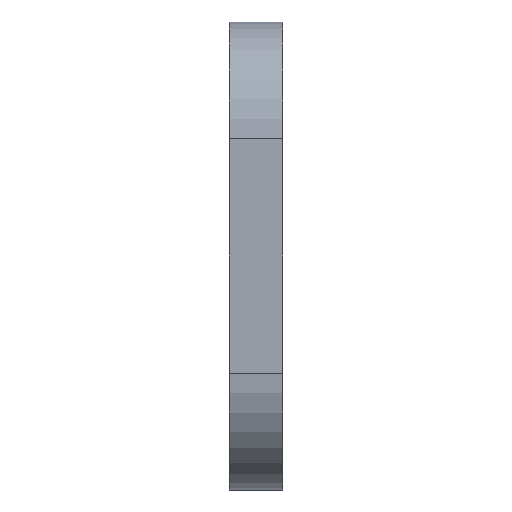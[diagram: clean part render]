
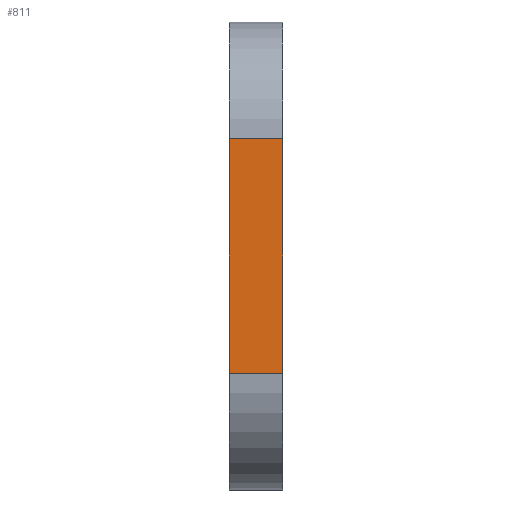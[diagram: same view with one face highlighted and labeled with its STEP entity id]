
A CAD part, front view. The second image highlights one B-rep face of the part: STEP entity #811.
In plain terms, the highlighted planar face has unit normal (0, -1, 0).
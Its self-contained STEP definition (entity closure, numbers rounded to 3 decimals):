
#49=PLANE('',#893);
#88=FACE_OUTER_BOUND('',#128,.T.);
#128=EDGE_LOOP('',(#676,#677,#678,#679));
#224=LINE('',#1344,#308);
#225=LINE('',#1347,#309);
#226=LINE('',#1349,#310);
#227=LINE('',#1350,#311);
#308=VECTOR('',#1109,10.);
#309=VECTOR('',#1112,10.);
#310=VECTOR('',#1113,10.);
#311=VECTOR('',#1114,10.);
#414=VERTEX_POINT('',#1340);
#415=VERTEX_POINT('',#1342);
#416=VERTEX_POINT('',#1346);
#417=VERTEX_POINT('',#1348);
#526=EDGE_CURVE('',#414,#415,#224,.T.);
#527=EDGE_CURVE('',#414,#416,#225,.T.);
#528=EDGE_CURVE('',#417,#415,#226,.T.);
#529=EDGE_CURVE('',#416,#417,#227,.T.);
#676=ORIENTED_EDGE('',*,*,#527,.F.);
#677=ORIENTED_EDGE('',*,*,#526,.T.);
#678=ORIENTED_EDGE('',*,*,#528,.F.);
#679=ORIENTED_EDGE('',*,*,#529,.F.);
#811=ADVANCED_FACE('',(#88),#49,.T.);
#893=AXIS2_PLACEMENT_3D('',#1345,#1110,#1111);
#1109=DIRECTION('',(1.,0.,0.));
#1110=DIRECTION('center_axis',(0.,-1.,0.));
#1111=DIRECTION('ref_axis',(0.,0.,-1.));
#1112=DIRECTION('',(0.,0.,1.));
#1113=DIRECTION('',(0.,0.,-1.));
#1114=DIRECTION('',(1.,0.,0.));
#1340=CARTESIAN_POINT('',(0.,-5.,0.));
#1342=CARTESIAN_POINT('',(2.3,-5.,0.));
#1344=CARTESIAN_POINT('',(0.,-5.,0.));
#1345=CARTESIAN_POINT('Origin',(0.,-5.,10.009));
#1346=CARTESIAN_POINT('',(0.,-5.,10.009));
#1347=CARTESIAN_POINT('',(0.,-5.,0.));
#1348=CARTESIAN_POINT('',(2.3,-5.,10.009));
#1349=CARTESIAN_POINT('',(2.3,-5.,0.));
#1350=CARTESIAN_POINT('',(0.,-5.,10.009));
